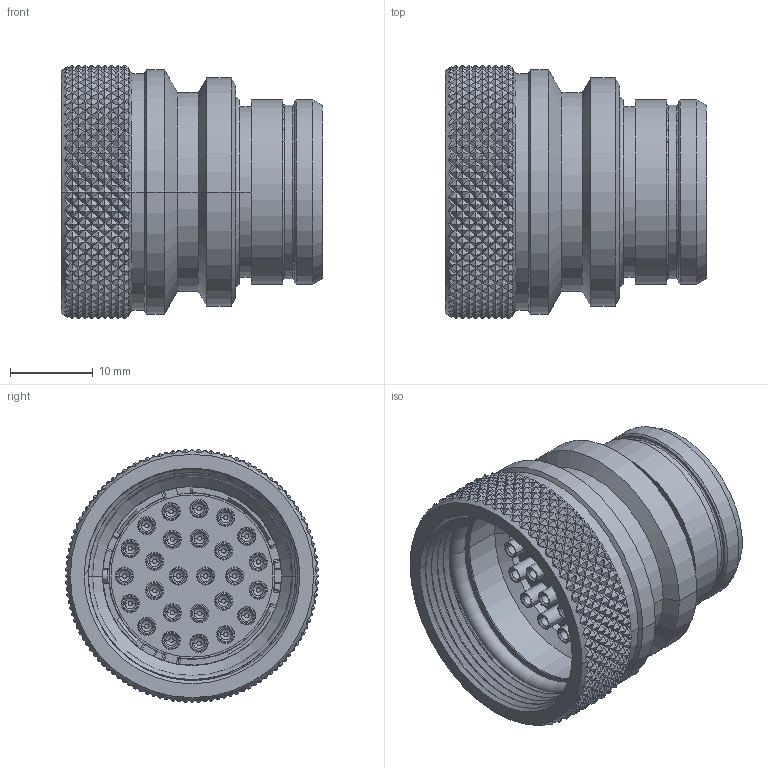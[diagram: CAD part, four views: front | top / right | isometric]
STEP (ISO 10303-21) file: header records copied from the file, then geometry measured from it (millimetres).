
FILE_DESCRIPTION((''),'2;1');
FILE_NAME('1332P426FZ','2024-07-30T09:29:52',('paultorloting'),('NET AG system integration'),'CREO PARAMETRIC BY PTC INC, 2021404','CREO PARAMETRIC BY PTC INC, 2021404','');
FILE_SCHEMA(('AUTOMOTIVE_DESIGN { 1 0 10303 214 1 1 1 1 }'));
Products named in the file (1): 1332P426FZ
Bounding box: 31.5 x 30.5 x 30.5 mm (x, y, z)
Volume: 9258 mm3; surface area: 12850.4 mm2
Topology: 1 solids, 1 shells, 5832 faces, 13137 edges, 7461 vertices
Faces by surface type: bspline 2644, plane 1531, cylinder 1140, torus 281, cone 236
Entity records: 248282 total; most frequent: CARTESIAN_POINT 100047, ORIENTED_EDGE 26170, DIRECTION 14669, EDGE_CURVE 13085, VERTEX_POINT 7461, B_SPLINE_CURVE_WITH_KNOTS 6935, EDGE_LOOP 6090, FACE_OUTER_BOUND 5832
